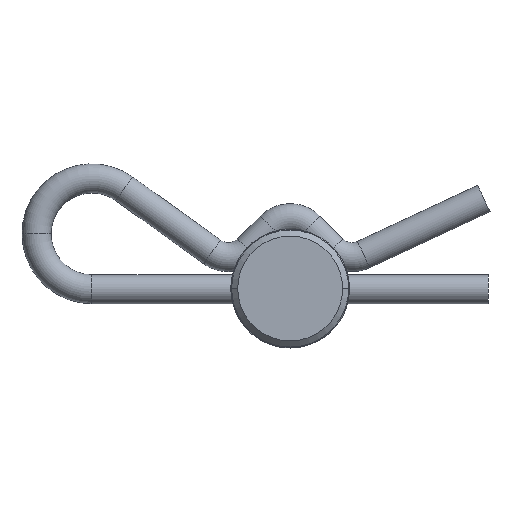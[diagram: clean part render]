
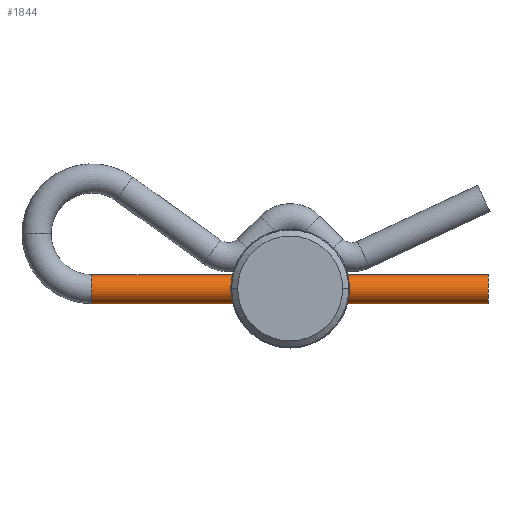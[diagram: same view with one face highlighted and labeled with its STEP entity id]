
A CAD part, top view. The second image highlights one B-rep face of the part: STEP entity #1844.
In plain terms, the highlighted cylindrical face has radius 1.587 mm (diameter 3.175 mm), a partial arc.
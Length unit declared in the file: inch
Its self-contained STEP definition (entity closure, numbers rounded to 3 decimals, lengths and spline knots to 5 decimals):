
#81 = DIRECTION ( 'NONE',  ( 0., 1., 0. ) ) ;
#252 = ORIENTED_EDGE ( 'NONE', *, *, #3699, .F. ) ;
#343 = LINE ( 'NONE', #2413, #2877 ) ;
#354 = ORIENTED_EDGE ( 'NONE', *, *, #2045, .T. ) ;
#429 = DIRECTION ( 'NONE',  ( -1., 0., 0. ) ) ;
#688 = EDGE_LOOP ( 'NONE', ( #252, #1853, #354, #1299 ) ) ;
#855 = VERTEX_POINT ( 'NONE', #2345 ) ;
#905 = LINE ( 'NONE', #3385, #4438 ) ;
#926 = DIRECTION ( 'NONE',  ( -1., 0., 0. ) ) ;
#929 = EDGE_CURVE ( 'NONE', #1685, #2279, #905, .T. ) ;
#1073 = DIRECTION ( 'NONE',  ( 0., -1., 0. ) ) ;
#1297 = VERTEX_POINT ( 'NONE', #2815 ) ;
#1299 = ORIENTED_EDGE ( 'NONE', *, *, #3229, .F. ) ;
#1633 = DIRECTION ( 'NONE',  ( 1., 0., 0. ) ) ;
#1685 = VERTEX_POINT ( 'NONE', #4565 ) ;
#1718 = AXIS2_PLACEMENT_3D ( 'NONE', #3208, #3532, #81 ) ;
#1844 = ADVANCED_FACE ( 'NONE', ( #3824 ), #2713, .T. ) ;
#1853 = ORIENTED_EDGE ( 'NONE', *, *, #929, .T. ) ;
#2045 = EDGE_CURVE ( 'NONE', #2279, #1297, #3541, .T. ) ;
#2049 = CIRCLE ( 'NONE', #4043, 0.0625 ) ;
#2279 = VERTEX_POINT ( 'NONE', #2583 ) ;
#2345 = CARTESIAN_POINT ( 'NONE',  ( -0.85, 0.0625, -0.7805 ) ) ;
#2413 = CARTESIAN_POINT ( 'NONE',  ( -0.85, 0.0625, -0.7805 ) ) ;
#2583 = CARTESIAN_POINT ( 'NONE',  ( 0.85, -0.0625, -0.7805 ) ) ;
#2713 = CYLINDRICAL_SURFACE ( 'NONE', #1718, 0.0625 ) ;
#2815 = CARTESIAN_POINT ( 'NONE',  ( 0.85, 0.0625, -0.7805 ) ) ;
#2877 = VECTOR ( 'NONE', #3408, 39.37008 ) ;
#2994 = CARTESIAN_POINT ( 'NONE',  ( -0.85, 0., -0.7805 ) ) ;
#3179 = CARTESIAN_POINT ( 'NONE',  ( 0.85, 0., -0.7805 ) ) ;
#3208 = CARTESIAN_POINT ( 'NONE',  ( -0.85, 0., -0.7805 ) ) ;
#3229 = EDGE_CURVE ( 'NONE', #855, #1297, #343, .T. ) ;
#3385 = CARTESIAN_POINT ( 'NONE',  ( -0.85, -0.0625, -0.7805 ) ) ;
#3408 = DIRECTION ( 'NONE',  ( 1., 0., 0. ) ) ;
#3532 = DIRECTION ( 'NONE',  ( 1., 0., 0. ) ) ;
#3541 = CIRCLE ( 'NONE', #4180, 0.0625 ) ;
#3699 = EDGE_CURVE ( 'NONE', #1685, #855, #2049, .T. ) ;
#3824 = FACE_OUTER_BOUND ( 'NONE', #688, .T. ) ;
#4043 = AXIS2_PLACEMENT_3D ( 'NONE', #2994, #926, #4053 ) ;
#4053 = DIRECTION ( 'NONE',  ( 0., -1., 0. ) ) ;
#4180 = AXIS2_PLACEMENT_3D ( 'NONE', #3179, #429, #1073 ) ;
#4438 = VECTOR ( 'NONE', #1633, 39.37008 ) ;
#4565 = CARTESIAN_POINT ( 'NONE',  ( -0.85, -0.0625, -0.7805 ) ) ;
